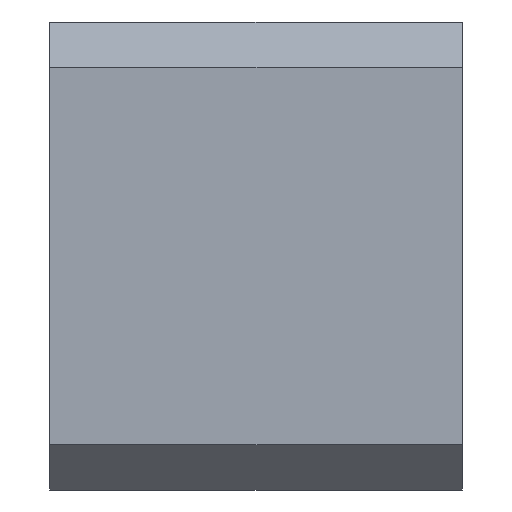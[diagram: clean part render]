
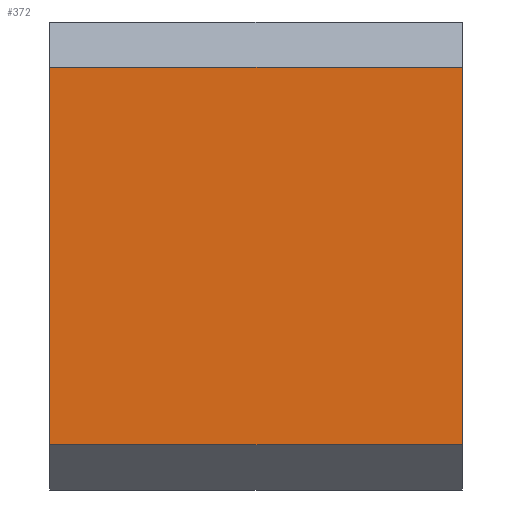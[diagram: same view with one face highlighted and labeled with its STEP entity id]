
A CAD part, left-side view. The second image highlights one B-rep face of the part: STEP entity #372.
In plain terms, the highlighted planar face has unit normal (-1, 0, 0).
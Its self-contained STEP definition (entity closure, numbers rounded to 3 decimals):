
#34=PLANE('',#407);
#51=FACE_OUTER_BOUND('',#82,.T.);
#82=EDGE_LOOP('',(#314,#315,#316,#317));
#106=LINE('',#566,#138);
#118=LINE('',#600,#150);
#122=LINE('',#609,#154);
#123=LINE('',#611,#155);
#138=VECTOR('',#450,10.);
#150=VECTOR('',#482,10.);
#154=VECTOR('',#492,10.);
#155=VECTOR('',#495,10.);
#188=VERTEX_POINT('',#563);
#189=VERTEX_POINT('',#565);
#200=VERTEX_POINT('',#597);
#201=VERTEX_POINT('',#599);
#222=EDGE_CURVE('',#189,#188,#106,.T.);
#239=EDGE_CURVE('',#201,#200,#118,.T.);
#244=EDGE_CURVE('',#201,#188,#122,.T.);
#245=EDGE_CURVE('',#200,#189,#123,.T.);
#314=ORIENTED_EDGE('',*,*,#222,.T.);
#315=ORIENTED_EDGE('',*,*,#244,.F.);
#316=ORIENTED_EDGE('',*,*,#239,.T.);
#317=ORIENTED_EDGE('',*,*,#245,.T.);
#372=ADVANCED_FACE('',(#51),#34,.T.);
#407=AXIS2_PLACEMENT_3D('',#610,#493,#494);
#450=DIRECTION('',(0.,0.,-1.));
#482=DIRECTION('',(0.,0.,1.));
#492=DIRECTION('',(0.,1.,0.));
#493=DIRECTION('center_axis',(-1.,0.,0.));
#494=DIRECTION('ref_axis',(0.,0.,1.));
#495=DIRECTION('',(0.,1.,0.));
#563=CARTESIAN_POINT('',(0.,4.,3.5));
#565=CARTESIAN_POINT('',(0.,4.,32.8));
#566=CARTESIAN_POINT('',(0.,4.,10.825));
#597=CARTESIAN_POINT('',(0.,-28.,32.8));
#599=CARTESIAN_POINT('',(0.,-28.,3.5));
#600=CARTESIAN_POINT('',(0.,-28.,10.825));
#609=CARTESIAN_POINT('',(0.,2.,3.5));
#610=CARTESIAN_POINT('Origin',(0.,2.,3.5));
#611=CARTESIAN_POINT('',(0.,2.,32.8));
